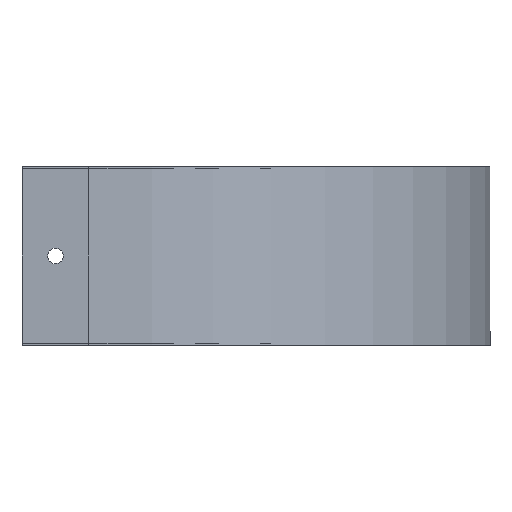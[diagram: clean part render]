
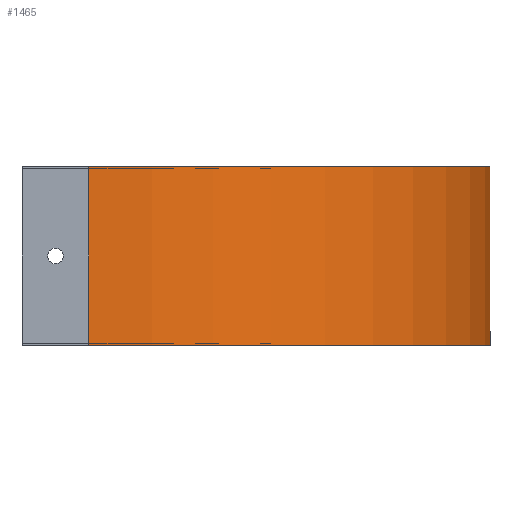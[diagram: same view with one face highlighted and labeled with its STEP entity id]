
A CAD part, front view. The second image highlights one B-rep face of the part: STEP entity #1465.
In plain terms, the highlighted cylindrical face has radius 180 mm (diameter 360 mm), a partial arc.
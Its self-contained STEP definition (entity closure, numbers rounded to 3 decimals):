
#39 = VERTEX_POINT ( 'NONE', #863 ) ;
#40 = VERTEX_POINT ( 'NONE', #864 ) ;
#48 = VERTEX_POINT ( 'NONE', #872 ) ;
#100 = VERTEX_POINT ( 'NONE', #924 ) ;
#159 = ORIENTED_EDGE ( 'NONE', *, *, #1619, .T. ) ;
#160 = ORIENTED_EDGE ( 'NONE', *, *, #1548, .F. ) ;
#161 = ORIENTED_EDGE ( 'NONE', *, *, #1501, .F. ) ;
#162 = ORIENTED_EDGE ( 'NONE', *, *, #1521, .T. ) ;
#319 = DIRECTION ( 'NONE',  ( 0., 0., -1. ) ) ;
#320 = CARTESIAN_POINT ( 'NONE',  ( 210., 100., 0.8 ) ) ;
#351 = AXIS2_PLACEMENT_3D ( 'NONE', #671, #668, #663 ) ;
#354 = AXIS2_PLACEMENT_3D ( 'NONE', #1652, #1649, #1661 ) ;
#395 = AXIS2_PLACEMENT_3D ( 'NONE', #1797, #1799, #1791 ) ;
#432 = EDGE_LOOP ( 'NONE', ( #162, #161, #160, #159 ) ) ;
#521 = DIRECTION ( 'NONE',  ( 0., 0., -1. ) ) ;
#529 = CARTESIAN_POINT ( 'NONE',  ( 30., -80., 0.8 ) ) ;
#663 = DIRECTION ( 'NONE',  ( 1., 0., 0. ) ) ;
#668 = DIRECTION ( 'NONE',  ( 0., 0., 1. ) ) ;
#671 = CARTESIAN_POINT ( 'NONE',  ( 30., 100., 0.8 ) ) ;
#692 = FACE_OUTER_BOUND ( 'NONE', #432, .T. ) ;
#697 = CYLINDRICAL_SURFACE ( 'NONE', #395, 180. ) ;
#746 = LINE ( 'NONE', #320, #757 ) ;
#757 = VECTOR ( 'NONE', #319, 1000. ) ;
#798 = CIRCLE ( 'NONE', #354, 180. ) ;
#863 = CARTESIAN_POINT ( 'NONE',  ( 30., -80., 0.8 ) ) ;
#864 = CARTESIAN_POINT ( 'NONE',  ( 210., 100., -79.2 ) ) ;
#872 = CARTESIAN_POINT ( 'NONE',  ( 30., -80., -79.2 ) ) ;
#924 = CARTESIAN_POINT ( 'NONE',  ( 210., 100., 0.8 ) ) ;
#1115 = LINE ( 'NONE', #529, #1116 ) ;
#1116 = VECTOR ( 'NONE', #521, 1000. ) ;
#1273 = CIRCLE ( 'NONE', #351, 180. ) ;
#1465 = ADVANCED_FACE ( 'NONE', ( #692 ), #697, .T. ) ;
#1501 = EDGE_CURVE ( 'NONE', #100, #40, #746, .T. ) ;
#1521 = EDGE_CURVE ( 'NONE', #48, #40, #798, .T. ) ;
#1548 = EDGE_CURVE ( 'NONE', #39, #100, #1273, .T. ) ;
#1619 = EDGE_CURVE ( 'NONE', #39, #48, #1115, .T. ) ;
#1649 = DIRECTION ( 'NONE',  ( 0., 0., 1. ) ) ;
#1652 = CARTESIAN_POINT ( 'NONE',  ( 30., 100., -79.2 ) ) ;
#1661 = DIRECTION ( 'NONE',  ( 1., 0., 0. ) ) ;
#1791 = DIRECTION ( 'NONE',  ( -1., 0., 0. ) ) ;
#1797 = CARTESIAN_POINT ( 'NONE',  ( 30., 100., 0.8 ) ) ;
#1799 = DIRECTION ( 'NONE',  ( 0., 0., -1. ) ) ;
